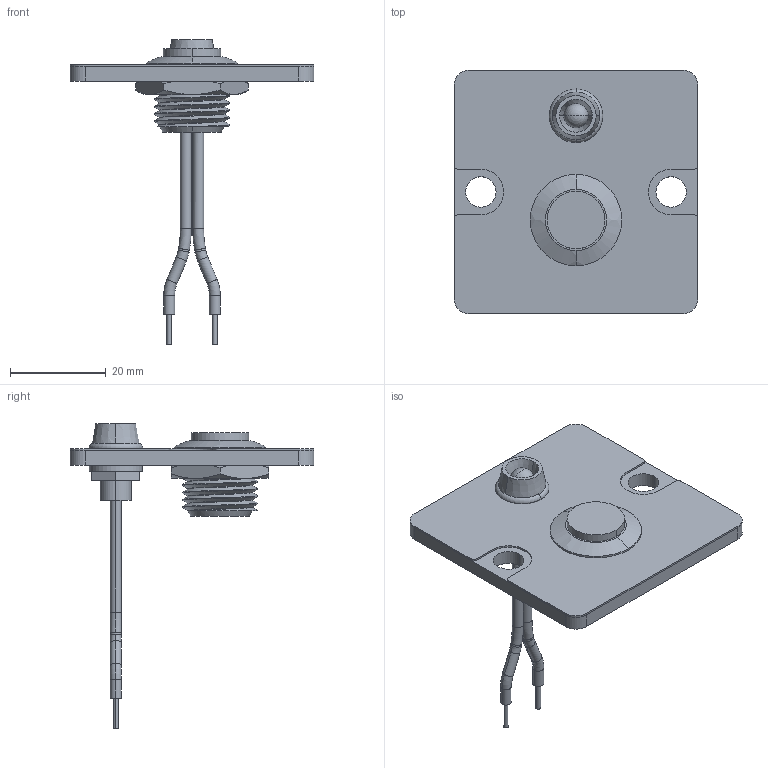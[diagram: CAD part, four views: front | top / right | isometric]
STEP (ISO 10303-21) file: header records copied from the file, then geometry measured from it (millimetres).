
FILE_DESCRIPTION((''),'2;1');
FILE_NAME('3004881_ASM','2015-09-29T',('PSmith'),(''),'PRO/ENGINEER BY PARAMETRIC TECHNOLOGY CORPORATION, 2012360','PRO/ENGINEER BY PARAMETRIC TECHNOLOGY CORPORATION, 2012360','');
FILE_SCHEMA(('CONFIG_CONTROL_DESIGN'));
Length unit declared in the file: inch
Products named in the file (11): 3004880; 3004879; 3002046; 3002046-02; 3002046-03; 3002046-04; 3002046_ASM; 4007017; 4007017-02; 4007017_ASM; 3004881_ASM
Assembly tree (10 placements, depth 3):
  3004881_ASM
    3004880
    3004879
    3002046_ASM
      3002046
      3002046-02
      3002046-03
      3002046-04
    4007017_ASM
      4007017
      4007017-02
Bounding box: 50.8 x 50.8 x 63.5 mm (x, y, z)
Volume: 12396 mm3; surface area: 14680 mm2
Topology: 8 solids, 8 shells, 218 faces, 531 edges, 332 vertices
Faces by surface type: cylinder 107, plane 54, bspline 19, cone 18, torus 16, sphere 4
Entity records: 12320 total; most frequent: CARTESIAN_POINT 7080, ORIENTED_EDGE 1054, DIRECTION 1032, EDGE_CURVE 527, AXIS2_PLACEMENT_3D 418, VERTEX_POINT 332, EDGE_LOOP 245, FACE_OUTER_BOUND 218
